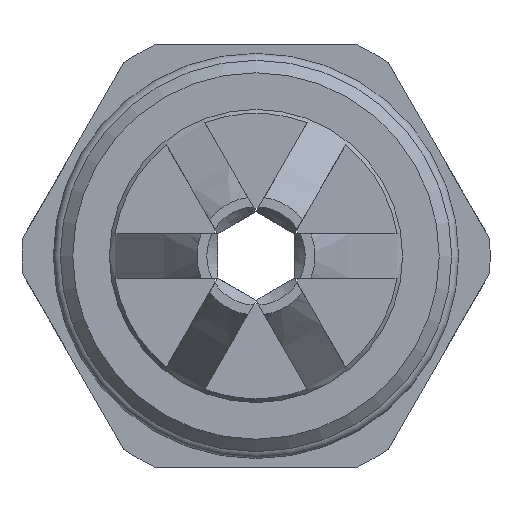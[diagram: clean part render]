
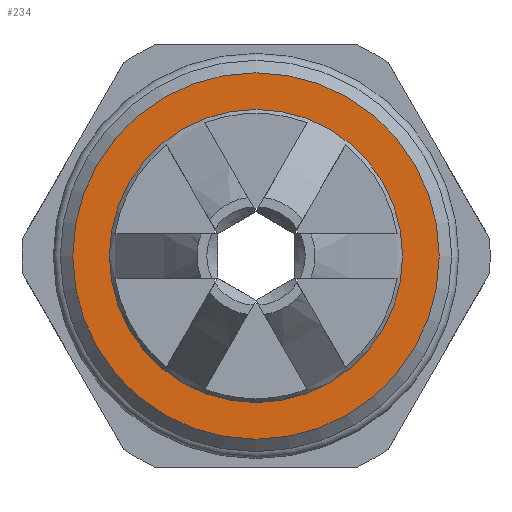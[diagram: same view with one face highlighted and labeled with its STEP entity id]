
A CAD part, left-side view. The second image highlights one B-rep face of the part: STEP entity #234.
In plain terms, the highlighted planar face has unit normal (-1, 0, 0).
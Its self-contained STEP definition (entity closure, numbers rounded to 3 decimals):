
#234 = ADVANCED_FACE( '', ( #578, #579 ), #580, .T. );
#578 = FACE_BOUND( '', #1038, .T. );
#579 = FACE_OUTER_BOUND( '', #1039, .T. );
#580 = PLANE( '', #1040 );
#1038 = EDGE_LOOP( '', ( #1707 ) );
#1039 = EDGE_LOOP( '', ( #1708 ) );
#1040 = AXIS2_PLACEMENT_3D( '', #1709, #1710, #1711 );
#1707 = ORIENTED_EDGE( '', *, *, #2853, .T. );
#1708 = ORIENTED_EDGE( '', *, *, #2682, .F. );
#1709 = CARTESIAN_POINT( '', ( 0., 9.55, 0. ) );
#1710 = DIRECTION( '', ( -1., 0., 0. ) );
#1711 = DIRECTION( '', ( 0., 0., 1. ) );
#2682 = EDGE_CURVE( '', #3200, #3200, #3201, .T. );
#2853 = EDGE_CURVE( '', #3491, #3491, #3492, .T. );
#3200 = VERTEX_POINT( '', #3985 );
#3201 = CIRCLE( '', #3986, 9.55 );
#3491 = VERTEX_POINT( '', #4521 );
#3492 = CIRCLE( '', #4522, 7.64 );
#3985 = CARTESIAN_POINT( '', ( 0., 0., -9.55 ) );
#3986 = AXIS2_PLACEMENT_3D( '', #5269, #5270, #5271 );
#4521 = CARTESIAN_POINT( '', ( 0., 0., -7.64 ) );
#4522 = AXIS2_PLACEMENT_3D( '', #5470, #5471, #5472 );
#5269 = CARTESIAN_POINT( '', ( 0., 0., 0. ) );
#5270 = DIRECTION( '', ( 1., 0., 0. ) );
#5271 = DIRECTION( '', ( 0., 0., -1. ) );
#5470 = CARTESIAN_POINT( '', ( 0., 0., 0. ) );
#5471 = DIRECTION( '', ( 1., 0., 0. ) );
#5472 = DIRECTION( '', ( 0., 0., -1. ) );
